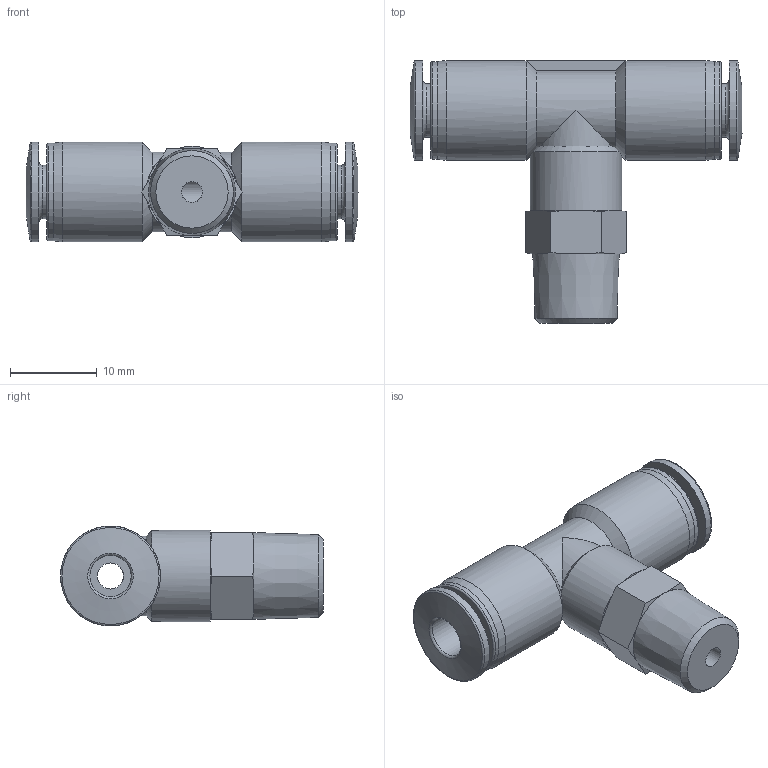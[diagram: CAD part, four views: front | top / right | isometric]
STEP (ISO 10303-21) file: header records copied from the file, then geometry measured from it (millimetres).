
FILE_DESCRIPTION(/* description */ ('STEP AP214'),/* implementation_level */ '2;1');
FILE_NAME(/* name */ '533253_QBT-1_8-3_16-U-M',/* time_stamp */ '2024-09-14T04:23:21+02:00',/* author */ ('License CC BY-ND 4.0'),/* organization */ ('CADENAS'),/* preprocessor_version */ 'ST-DEVELOPER v19.3',/* originating_system */ 'PARTsolutions',/* authorisation */ ' ');
FILE_SCHEMA (('AUTOMOTIVE_DESIGN {1 0 10303 214 3 1 1}'));
Length unit declared in the file: millimetre
Products named in the file (1): 533253 QBT-1/8-3/16-U-M
Bounding box: 38.19 x 30.25 x 11.5 mm (x, y, z)
Volume: 4335.5 mm3; surface area: 3143.5 mm2
Topology: 1 solids, 1 shells, 68 faces, 167 edges, 105 vertices
Faces by surface type: cone 22, plane 22, cylinder 16, torus 8
Full cylindrical faces by diameter (mm): 2.4 x1, 3 x1, 4.762 x2, 6.162 x2, 10.5 x1, 11.2 x2, 11.5 x3
Entity records: 2356 total; most frequent: CARTESIAN_POINT 431, DIRECTION 294, ORIENTED_EDGE 262, AXIS2_PLACEMENT_3D 133, EDGE_CURVE 131, EDGE_LOOP 104, FACE_BOUND 104, VERTEX_POINT 97
